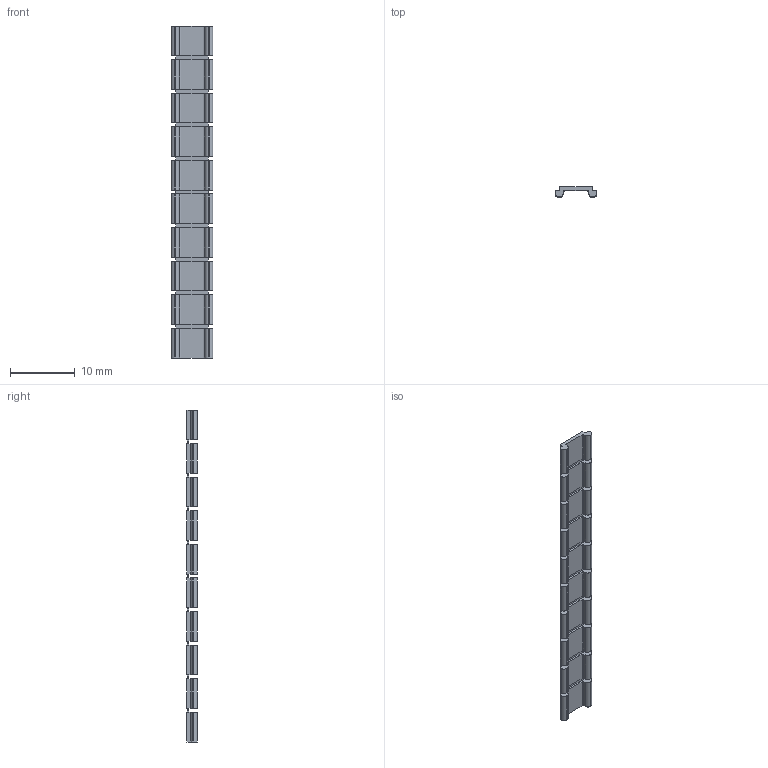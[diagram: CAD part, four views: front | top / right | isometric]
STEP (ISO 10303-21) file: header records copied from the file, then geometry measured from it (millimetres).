
FILE_DESCRIPTION((''),'2;1');
FILE_NAME('UFBM5','2019-04-15T',('Administrator'),(''),'PRO/ENGINEER BY PARAMETRIC TECHNOLOGY CORPORATION, 2008380','PRO/ENGINEER BY PARAMETRIC TECHNOLOGY CORPORATION, 2008380','');
FILE_SCHEMA(('CONFIG_CONTROL_DESIGN'));
Length unit declared in the file: millimetre
Products named in the file (1): UFBM5
Bounding box: 6.5 x 1.6 x 51.4 mm (x, y, z)
Volume: 246.5 mm3; surface area: 907.8 mm2
Topology: 1 solids, 1 shells, 238 faces, 708 edges, 472 vertices
Faces by surface type: plane 158, cylinder 80
Entity records: 8010 total; most frequent: CARTESIAN_POINT 1418, ORIENTED_EDGE 1416, DIRECTION 1344, EDGE_CURVE 708, VECTOR 548, LINE 548, VERTEX_POINT 472, AXIS2_PLACEMENT_3D 398
